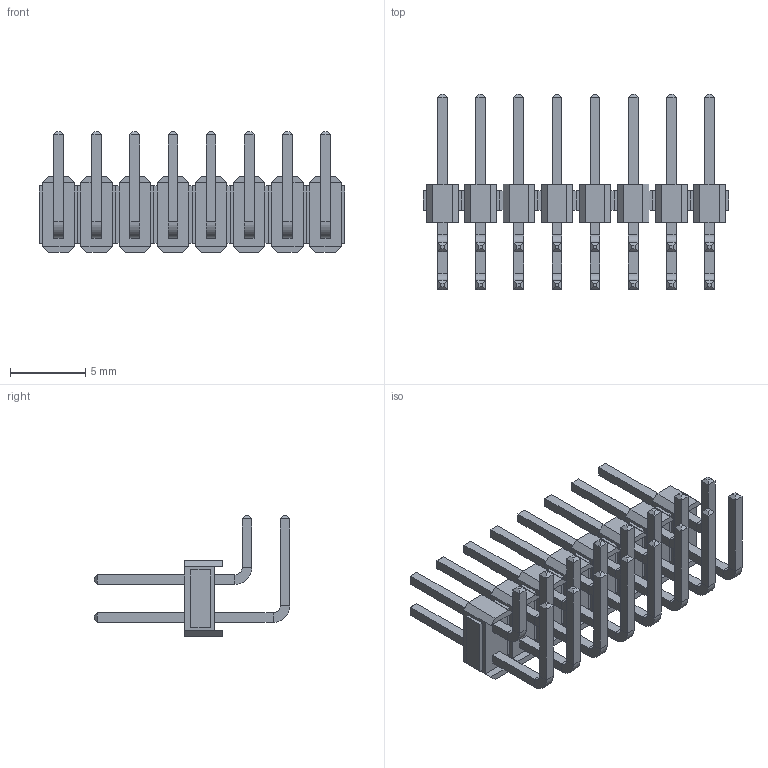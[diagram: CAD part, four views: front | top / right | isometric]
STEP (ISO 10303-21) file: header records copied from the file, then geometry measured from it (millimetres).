
FILE_DESCRIPTION (( 'STEP AP214' ), '1' );
FILE_NAME ('PLDR-16.STEP', '2019-07-02T20:39:08', ( '' ), ( '' ), 'SwSTEP 2.0', 'SolidWorks 2018', '' );
FILE_SCHEMA (( 'AUTOMOTIVE_DESIGN' ));
Length unit declared in the file: millimetre
Products named in the file (1): PLDR-16
Bounding box: 20.32 x 13.04 x 8 mm (x, y, z)
Volume: 280.6 mm3; surface area: 1036.7 mm2
Topology: 8 solids, 8 shells, 608 faces, 1344 edges, 800 vertices
Faces by surface type: plane 576, cylinder 32
Entity records: 22853 total; most frequent: CARTESIAN_POINT 2753, ORIENTED_EDGE 2688, DIRECTION 2626, EDGE_CURVE 1344, VECTOR 1280, LINE 1280, VERTEX_POINT 800, AXIS2_PLACEMENT_3D 673
